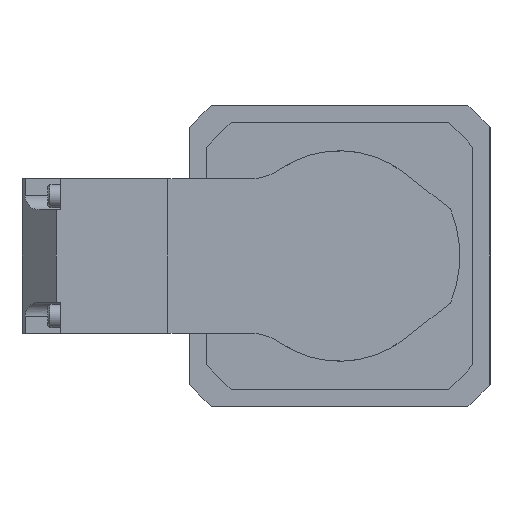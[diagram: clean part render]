
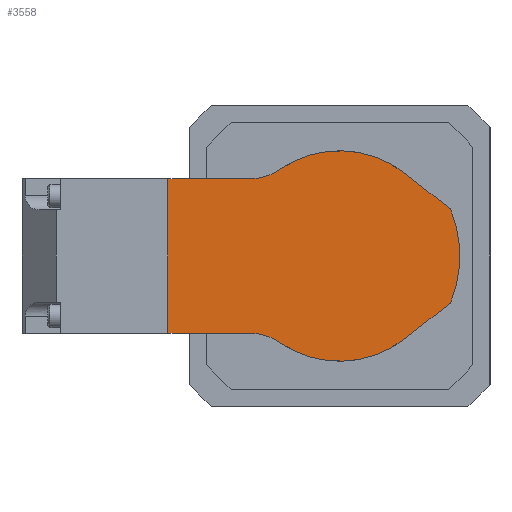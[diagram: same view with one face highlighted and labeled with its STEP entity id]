
A CAD part, left-side view. The second image highlights one B-rep face of the part: STEP entity #3558.
In plain terms, the highlighted planar face has unit normal (-1, 0, 0).
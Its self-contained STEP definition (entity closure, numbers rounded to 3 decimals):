
#14 = EDGE_CURVE ( 'NONE', #2849, #1223, #6943, .T. ) ;
#157 = ORIENTED_EDGE ( 'NONE', *, *, #1642, .T. ) ;
#248 = CARTESIAN_POINT ( 'NONE',  ( -388., 13.955, -20.137 ) ) ;
#307 = CIRCLE ( 'NONE', #4265, 28. ) ;
#367 = DIRECTION ( 'NONE',  ( 0., 0., 1. ) ) ;
#504 = AXIS2_PLACEMENT_3D ( 'NONE', #8681, #5190, #2676 ) ;
#561 = CIRCLE ( 'NONE', #6546, 24.5 ) ;
#573 = ORIENTED_EDGE ( 'NONE', *, *, #8483, .T. ) ;
#586 = EDGE_CURVE ( 'NONE', #1223, #5882, #2539, .T. ) ;
#657 = DIRECTION ( 'NONE',  ( 0., 0., 1. ) ) ;
#704 = VERTEX_POINT ( 'NONE', #6728 ) ;
#849 = DIRECTION ( 'NONE',  ( 0., -0.788, 0.616 ) ) ;
#1045 = CARTESIAN_POINT ( 'NONE',  ( -388., 13.955, 20.137 ) ) ;
#1104 = DIRECTION ( 'NONE',  ( 0., 0.788, 0.616 ) ) ;
#1127 = EDGE_CURVE ( 'NONE', #7009, #704, #3171, .T. ) ;
#1223 = VERTEX_POINT ( 'NONE', #7338 ) ;
#1347 = VECTOR ( 'NONE', #1104, 1000. ) ;
#1536 = ORIENTED_EDGE ( 'NONE', *, *, #1127, .T. ) ;
#1561 = CIRCLE ( 'NONE', #504, 24.5 ) ;
#1642 = EDGE_CURVE ( 'NONE', #2752, #7546, #1561, .T. ) ;
#1657 = CARTESIAN_POINT ( 'NONE',  ( -388., 40., -18. ) ) ;
#1719 = CARTESIAN_POINT ( 'NONE',  ( -388., 40., -18. ) ) ;
#1937 = DIRECTION ( 'NONE',  ( 0., 1., 0. ) ) ;
#2036 = PLANE ( 'NONE',  #7424 ) ;
#2270 = AXIS2_PLACEMENT_3D ( 'NONE', #9025, #4817, #657 ) ;
#2334 = VECTOR ( 'NONE', #1937, 1000. ) ;
#2341 = CARTESIAN_POINT ( 'NONE',  ( -388., 0., 0. ) ) ;
#2350 = DIRECTION ( 'NONE',  ( 0., -1., 0. ) ) ;
#2539 = LINE ( 'NONE', #8708, #2334 ) ;
#2597 = ORIENTED_EDGE ( 'NONE', *, *, #2751, .T. ) ;
#2657 = ORIENTED_EDGE ( 'NONE', *, *, #586, .T. ) ;
#2676 = DIRECTION ( 'NONE',  ( 0., 0., 1. ) ) ;
#2735 = DIRECTION ( 'NONE',  ( -1., 0., 0. ) ) ;
#2751 = EDGE_CURVE ( 'NONE', #704, #2849, #561, .T. ) ;
#2752 = VERTEX_POINT ( 'NONE', #248 ) ;
#2849 = VERTEX_POINT ( 'NONE', #1045 ) ;
#3016 = DIRECTION ( 'NONE',  ( 0., 0., 1. ) ) ;
#3127 = ORIENTED_EDGE ( 'NONE', *, *, #14, .T. ) ;
#3171 = LINE ( 'NONE', #6984, #1347 ) ;
#3247 = CARTESIAN_POINT ( 'NONE',  ( -388., -25.766, 10.961 ) ) ;
#3341 = VECTOR ( 'NONE', #849, 1000. ) ;
#3541 = EDGE_CURVE ( 'NONE', #8115, #2752, #3799, .T. ) ;
#3558 = ADVANCED_FACE ( 'NONE', ( #5249 ), #2036, .T. ) ;
#3705 = DIRECTION ( 'NONE',  ( 0., 0., -1. ) ) ;
#3799 = CIRCLE ( 'NONE', #2270, 12. ) ;
#3877 = VECTOR ( 'NONE', #3705, 1000. ) ;
#3996 = VECTOR ( 'NONE', #2350, 1000. ) ;
#4066 = CARTESIAN_POINT ( 'NONE',  ( -388., 0., 0. ) ) ;
#4220 = LINE ( 'NONE', #1657, #3996 ) ;
#4265 = AXIS2_PLACEMENT_3D ( 'NONE', #8731, #4527, #367 ) ;
#4371 = ORIENTED_EDGE ( 'NONE', *, *, #3541, .T. ) ;
#4527 = DIRECTION ( 'NONE',  ( -1., 0., 0. ) ) ;
#4817 = DIRECTION ( 'NONE',  ( 1., 0., 0. ) ) ;
#4908 = DIRECTION ( 'NONE',  ( 0., 0., 1. ) ) ;
#5026 = EDGE_CURVE ( 'NONE', #7546, #6927, #7314, .T. ) ;
#5102 = CARTESIAN_POINT ( 'NONE',  ( -388., -15.084, -19.306 ) ) ;
#5190 = DIRECTION ( 'NONE',  ( -1., 0., 0. ) ) ;
#5248 = DIRECTION ( 'NONE',  ( 1., 0., 0. ) ) ;
#5249 = FACE_OUTER_BOUND ( 'NONE', #5837, .T. ) ;
#5539 = LINE ( 'NONE', #8622, #3877 ) ;
#5580 = CARTESIAN_POINT ( 'NONE',  ( -388., 20.791, 30. ) ) ;
#5646 = CARTESIAN_POINT ( 'NONE',  ( -388., 40., 18. ) ) ;
#5731 = CARTESIAN_POINT ( 'NONE',  ( -388., -15.084, -19.306 ) ) ;
#5837 = EDGE_LOOP ( 'NONE', ( #573, #1536, #2597, #3127, #2657, #7139, #8305, #4371, #157, #7676 ) ) ;
#5882 = VERTEX_POINT ( 'NONE', #5646 ) ;
#6419 = AXIS2_PLACEMENT_3D ( 'NONE', #5580, #5248, #4908 ) ;
#6432 = VERTEX_POINT ( 'NONE', #1719 ) ;
#6546 = AXIS2_PLACEMENT_3D ( 'NONE', #2341, #7222, #3016 ) ;
#6656 = EDGE_CURVE ( 'NONE', #6432, #8115, #4220, .T. ) ;
#6728 = CARTESIAN_POINT ( 'NONE',  ( -388., -15.084, 19.306 ) ) ;
#6927 = VERTEX_POINT ( 'NONE', #8088 ) ;
#6943 = CIRCLE ( 'NONE', #6419, 12. ) ;
#6984 = CARTESIAN_POINT ( 'NONE',  ( -388., -25.766, 10.961 ) ) ;
#7009 = VERTEX_POINT ( 'NONE', #3247 ) ;
#7139 = ORIENTED_EDGE ( 'NONE', *, *, #7589, .T. ) ;
#7222 = DIRECTION ( 'NONE',  ( -1., 0., 0. ) ) ;
#7314 = LINE ( 'NONE', #5731, #3341 ) ;
#7338 = CARTESIAN_POINT ( 'NONE',  ( -388., 20.791, 18. ) ) ;
#7424 = AXIS2_PLACEMENT_3D ( 'NONE', #4066, #2735, #7633 ) ;
#7546 = VERTEX_POINT ( 'NONE', #5102 ) ;
#7589 = EDGE_CURVE ( 'NONE', #5882, #6432, #5539, .T. ) ;
#7633 = DIRECTION ( 'NONE',  ( 0., 0., 1. ) ) ;
#7676 = ORIENTED_EDGE ( 'NONE', *, *, #5026, .T. ) ;
#8088 = CARTESIAN_POINT ( 'NONE',  ( -388., -25.766, -10.961 ) ) ;
#8115 = VERTEX_POINT ( 'NONE', #8393 ) ;
#8305 = ORIENTED_EDGE ( 'NONE', *, *, #6656, .T. ) ;
#8393 = CARTESIAN_POINT ( 'NONE',  ( -388., 20.791, -18. ) ) ;
#8483 = EDGE_CURVE ( 'NONE', #6927, #7009, #307, .T. ) ;
#8622 = CARTESIAN_POINT ( 'NONE',  ( -388., 40., 18. ) ) ;
#8681 = CARTESIAN_POINT ( 'NONE',  ( -388., 0., 0. ) ) ;
#8708 = CARTESIAN_POINT ( 'NONE',  ( -388., 16.756, 18. ) ) ;
#8731 = CARTESIAN_POINT ( 'NONE',  ( -388., 0., 0. ) ) ;
#9025 = CARTESIAN_POINT ( 'NONE',  ( -388., 20.791, -30. ) ) ;
